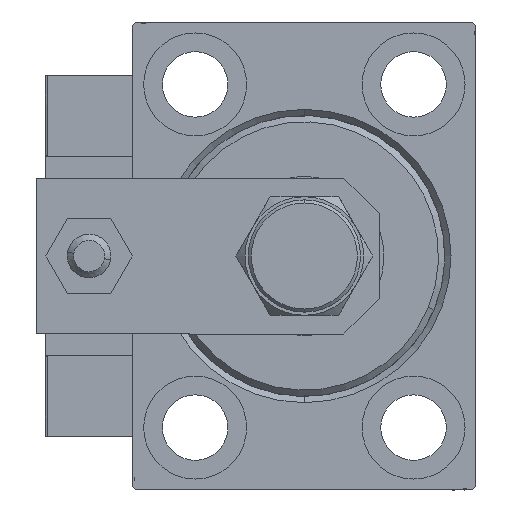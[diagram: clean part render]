
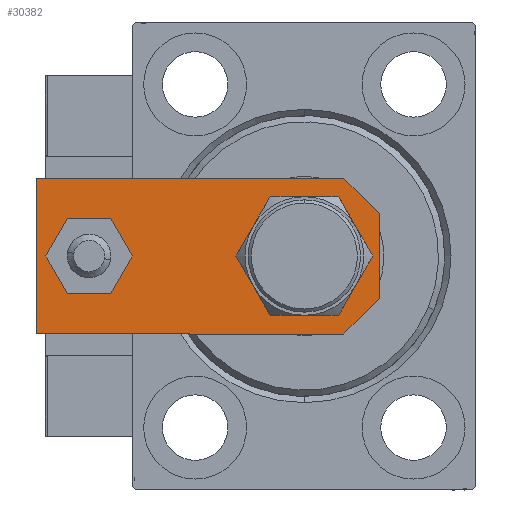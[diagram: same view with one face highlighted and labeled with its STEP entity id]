
A CAD part, left-side view. The second image highlights one B-rep face of the part: STEP entity #30382.
In plain terms, the highlighted face is planar.
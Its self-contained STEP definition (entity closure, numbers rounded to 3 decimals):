
#29 = CARTESIAN_POINT ( 'NONE',  ( -12.5, 55., 6. ) ) ;
#333 = VERTEX_POINT ( 'NONE', #19333 ) ;
#460 = DIRECTION ( 'NONE',  ( 1., 0., 0. ) ) ;
#730 = DIRECTION ( 'NONE',  ( -1., 0., 0. ) ) ;
#990 = EDGE_CURVE ( 'NONE', #29416, #39526, #17906, .T. ) ;
#1353 = VERTEX_POINT ( 'NONE', #21263 ) ;
#2216 = ORIENTED_EDGE ( 'NONE', *, *, #20171, .F. ) ;
#3497 = CARTESIAN_POINT ( 'NONE',  ( -3.42, -3.42, 6. ) ) ;
#3863 = EDGE_LOOP ( 'NONE', ( #7867, #16356 ) ) ;
#3886 = LINE ( 'NONE', #19835, #32702 ) ;
#4382 = DIRECTION ( 'NONE',  ( 1., 0., 0. ) ) ;
#4475 = DIRECTION ( 'NONE',  ( 0., -1., 0. ) ) ;
#4745 = CARTESIAN_POINT ( 'NONE',  ( 0., 46.5, 6. ) ) ;
#5812 = CARTESIAN_POINT ( 'NONE',  ( -4., 46.5, 6. ) ) ;
#6069 = ORIENTED_EDGE ( 'NONE', *, *, #20876, .T. ) ;
#6251 = AXIS2_PLACEMENT_3D ( 'NONE', #39788, #27975, #7820 ) ;
#7628 = CARTESIAN_POINT ( 'NONE',  ( 6.84, 0., 6. ) ) ;
#7816 = VERTEX_POINT ( 'NONE', #23258 ) ;
#7820 = DIRECTION ( 'NONE',  ( 1., 0., 0. ) ) ;
#7867 = ORIENTED_EDGE ( 'NONE', *, *, #39955, .F. ) ;
#9113 = LINE ( 'NONE', #40555, #21442 ) ;
#9849 = CARTESIAN_POINT ( 'NONE',  ( 3.42, -3.42, 6. ) ) ;
#10076 = ORIENTED_EDGE ( 'NONE', *, *, #990, .T. ) ;
#10458 = VERTEX_POINT ( 'NONE', #10850 ) ;
#10547 = EDGE_CURVE ( 'NONE', #29854, #15798, #22994, .T. ) ;
#10556 = DIRECTION ( 'NONE',  ( 1., 0., 0. ) ) ;
#10772 = CIRCLE ( 'NONE', #11638, 8.25 ) ;
#10850 = CARTESIAN_POINT ( 'NONE',  ( -12.5, 55., 6. ) ) ;
#11638 = AXIS2_PLACEMENT_3D ( 'NONE', #28732, #25068, #460 ) ;
#11729 = CARTESIAN_POINT ( 'NONE',  ( 0., 0., 6. ) ) ;
#15798 = VERTEX_POINT ( 'NONE', #35099 ) ;
#16356 = ORIENTED_EDGE ( 'NONE', *, *, #32170, .F. ) ;
#17017 = DIRECTION ( 'NONE',  ( 0., 0., 1. ) ) ;
#17906 = LINE ( 'NONE', #26553, #44509 ) ;
#19333 = CARTESIAN_POINT ( 'NONE',  ( 12.5, 5.66, 6. ) ) ;
#19427 = CARTESIAN_POINT ( 'NONE',  ( 8.25, 12., 6. ) ) ;
#19835 = CARTESIAN_POINT ( 'NONE',  ( 12.5, 0., 6. ) ) ;
#20171 = EDGE_CURVE ( 'NONE', #15798, #29854, #21784, .T. ) ;
#20317 = VECTOR ( 'NONE', #40161, 1000. ) ;
#20400 = VERTEX_POINT ( 'NONE', #19427 ) ;
#20599 = FACE_BOUND ( 'NONE', #3863, .T. ) ;
#20876 = EDGE_CURVE ( 'NONE', #333, #1353, #3886, .T. ) ;
#21263 = CARTESIAN_POINT ( 'NONE',  ( 12.5, 55., 6. ) ) ;
#21442 = VECTOR ( 'NONE', #730, 1000. ) ;
#21784 = CIRCLE ( 'NONE', #51084, 4. ) ;
#22994 = CIRCLE ( 'NONE', #38074, 4. ) ;
#23258 = CARTESIAN_POINT ( 'NONE',  ( -12.5, 5.66, 6. ) ) ;
#23646 = LINE ( 'NONE', #3497, #20317 ) ;
#23850 = AXIS2_PLACEMENT_3D ( 'NONE', #11729, #51549, #4382 ) ;
#24043 = VERTEX_POINT ( 'NONE', #24393 ) ;
#24145 = ORIENTED_EDGE ( 'NONE', *, *, #37886, .T. ) ;
#24393 = CARTESIAN_POINT ( 'NONE',  ( -8.25, 12., 6. ) ) ;
#25068 = DIRECTION ( 'NONE',  ( 0., 0., 1. ) ) ;
#25737 = ORIENTED_EDGE ( 'NONE', *, *, #26097, .T. ) ;
#26097 = EDGE_CURVE ( 'NONE', #7816, #29416, #23646, .T. ) ;
#26553 = CARTESIAN_POINT ( 'NONE',  ( -12.5, 0., 6. ) ) ;
#26656 = CARTESIAN_POINT ( 'NONE',  ( -6.84, 0., 6. ) ) ;
#27327 = VECTOR ( 'NONE', #41820, 1000. ) ;
#27398 = EDGE_CURVE ( 'NONE', #10458, #7816, #35924, .T. ) ;
#27975 = DIRECTION ( 'NONE',  ( 0., 0., 1. ) ) ;
#28732 = CARTESIAN_POINT ( 'NONE',  ( 0., 12., 6. ) ) ;
#29416 = VERTEX_POINT ( 'NONE', #26656 ) ;
#29854 = VERTEX_POINT ( 'NONE', #5812 ) ;
#30382 = ADVANCED_FACE ( 'NONE', ( #40273, #47890, #20599 ), #31378, .T. ) ;
#30457 = CARTESIAN_POINT ( 'NONE',  ( 0., 46.5, 6. ) ) ;
#30501 = CIRCLE ( 'NONE', #6251, 8.25 ) ;
#31378 = PLANE ( 'NONE',  #23850 ) ;
#31947 = EDGE_LOOP ( 'NONE', ( #33486, #2216 ) ) ;
#32170 = EDGE_CURVE ( 'NONE', #20400, #24043, #30501, .T. ) ;
#32702 = VECTOR ( 'NONE', #35836, 1000. ) ;
#33486 = ORIENTED_EDGE ( 'NONE', *, *, #10547, .F. ) ;
#34139 = ORIENTED_EDGE ( 'NONE', *, *, #36482, .T. ) ;
#35099 = CARTESIAN_POINT ( 'NONE',  ( 4., 46.5, 6. ) ) ;
#35836 = DIRECTION ( 'NONE',  ( 0., 1., 0. ) ) ;
#35924 = LINE ( 'NONE', #29, #37126 ) ;
#36482 = EDGE_CURVE ( 'NONE', #1353, #10458, #9113, .T. ) ;
#37126 = VECTOR ( 'NONE', #4475, 1000. ) ;
#37210 = DIRECTION ( 'NONE',  ( 1., 0., 0. ) ) ;
#37886 = EDGE_CURVE ( 'NONE', #39526, #333, #45740, .T. ) ;
#38074 = AXIS2_PLACEMENT_3D ( 'NONE', #4745, #17017, #37210 ) ;
#38781 = EDGE_LOOP ( 'NONE', ( #50143, #25737, #10076, #24145, #6069, #34139 ) ) ;
#39526 = VERTEX_POINT ( 'NONE', #7628 ) ;
#39788 = CARTESIAN_POINT ( 'NONE',  ( 0., 12., 6. ) ) ;
#39955 = EDGE_CURVE ( 'NONE', #24043, #20400, #10772, .T. ) ;
#40161 = DIRECTION ( 'NONE',  ( 0.707, -0.707, 0. ) ) ;
#40273 = FACE_BOUND ( 'NONE', #31947, .T. ) ;
#40555 = CARTESIAN_POINT ( 'NONE',  ( 12.5, 55., 6. ) ) ;
#41820 = DIRECTION ( 'NONE',  ( 0.707, 0.707, 0. ) ) ;
#42526 = DIRECTION ( 'NONE',  ( 0., 0., 1. ) ) ;
#44509 = VECTOR ( 'NONE', #49884, 1000. ) ;
#45740 = LINE ( 'NONE', #9849, #27327 ) ;
#47890 = FACE_OUTER_BOUND ( 'NONE', #38781, .T. ) ;
#49884 = DIRECTION ( 'NONE',  ( 1., 0., 0. ) ) ;
#50143 = ORIENTED_EDGE ( 'NONE', *, *, #27398, .T. ) ;
#51084 = AXIS2_PLACEMENT_3D ( 'NONE', #30457, #42526, #10556 ) ;
#51549 = DIRECTION ( 'NONE',  ( 0., 0., 1. ) ) ;
